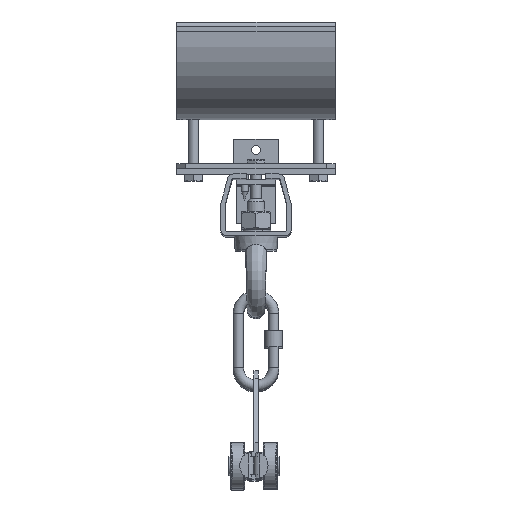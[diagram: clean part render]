
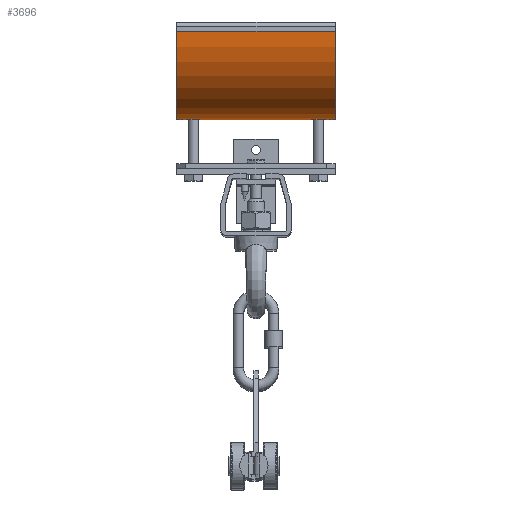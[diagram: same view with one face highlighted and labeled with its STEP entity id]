
A CAD part, top view. The second image highlights one B-rep face of the part: STEP entity #3696.
In plain terms, the highlighted cylindrical face has radius 50 mm (diameter 100 mm), a partial arc.
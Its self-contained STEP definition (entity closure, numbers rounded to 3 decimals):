
#3696=ADVANCED_FACE('',(#26905),#26907,.T.);
#26905=FACE_BOUND('',#26906,.T.);
#26906=EDGE_LOOP('',(#32636,#32637,#32638,#32639,#32640,#32641,#32642,#32643));
#26907=CYLINDRICAL_SURFACE('',#26908,50.);
#26908=AXIS2_PLACEMENT_3D('',#26909,#26910,#26911);
#26909=CARTESIAN_POINT('',(-31.5,116.5,109.71));
#26910=DIRECTION('',(-1.,0.,0.));
#26911=DIRECTION('',(0.,-1.,0.));
#32636=ORIENTED_EDGE('',*,*,#35215,.T.);
#32637=ORIENTED_EDGE('',*,*,#35216,.F.);
#32638=ORIENTED_EDGE('',*,*,#35213,.F.);
#32639=ORIENTED_EDGE('',*,*,#35202,.T.);
#32640=ORIENTED_EDGE('',*,*,#35212,.F.);
#32641=ORIENTED_EDGE('',*,*,#35206,.T.);
#32642=ORIENTED_EDGE('',*,*,#35211,.F.);
#32643=ORIENTED_EDGE('',*,*,#35217,.F.);
#35202=EDGE_CURVE('',#37669,#37671,#37674,.T.);
#35206=EDGE_CURVE('',#37675,#37677,#37680,.T.);
#35211=EDGE_CURVE('',#37688,#37677,#37690,.T.);
#35212=EDGE_CURVE('',#37675,#37671,#37691,.T.);
#35213=EDGE_CURVE('',#37669,#37692,#37693,.T.);
#35215=EDGE_CURVE('',#37695,#37696,#37697,.T.);
#35216=EDGE_CURVE('',#37692,#37696,#37698,.T.);
#35217=EDGE_CURVE('',#37695,#37688,#37699,.T.);
#37669=VERTEX_POINT('',#46655);
#37671=VERTEX_POINT('',#46659);
#37674=B_SPLINE_CURVE_WITH_KNOTS('',3,
(#46692,#46693,#46694,#46695,#46696,#46697,#46698,#46699,#46700,#46701,#46702,#46703,
#46704,#46705,#46706,#46707,#46708,#46709,#46710,#46711,#46712,#46713,#46714,#46715,
#46716,#46717,#46718,#46719,#46720),
.UNSPECIFIED.,.F.,.F.,
(4,1,1,1,1,1,1,1,1,1,1,1,1,1,1,1,1,1,1,1,1,1,1,1,1,1,4),
(0.,0.048,0.09,0.127,0.165,0.205,
0.244,0.283,0.322,0.361,0.401,
0.44,0.479,0.518,0.556,0.595,
0.634,0.674,0.713,0.752,0.791,
0.83,0.869,0.908,0.947,0.977,
1.),
.UNSPECIFIED.);
#37675=VERTEX_POINT('',#46721);
#37677=VERTEX_POINT('',#46725);
#37680=B_SPLINE_CURVE_WITH_KNOTS('',3,
(#46758,#46759,#46760,#46761,#46762,#46763,#46764,#46765,#46766,#46767,#46768,#46769,
#46770,#46771,#46772,#46773,#46774,#46775,#46776,#46777,#46778,#46779,#46780,#46781,
#46782,#46783,#46784,#46785,#46786),
.UNSPECIFIED.,.F.,.F.,
(4,1,1,1,1,1,1,1,1,1,1,1,1,1,1,1,1,1,1,1,1,1,1,1,1,1,4),
(0.,0.048,0.09,0.127,0.165,0.205,
0.244,0.283,0.322,0.361,0.401,
0.44,0.479,0.518,0.556,0.595,
0.634,0.674,0.713,0.752,0.791,
0.83,0.869,0.908,0.947,0.977,
1.),
.UNSPECIFIED.);
#37688=VERTEX_POINT('',#46802);
#37690=LINE('',#46807,#46808);
#37691=LINE('',#46810,#46811);
#37692=VERTEX_POINT('',#46813);
#37693=LINE('',#46814,#46815);
#37695=VERTEX_POINT('',#46821);
#37696=VERTEX_POINT('',#46822);
#37697=LINE('',#46823,#46824);
#37698=CIRCLE('',#46826,50.);
#37699=CIRCLE('',#46830,50.);
#46655=CARTESIAN_POINT('',(-39.5,66.5,109.71));
#46659=CARTESIAN_POINT('',(-31.5,66.5,109.71));
#46692=CARTESIAN_POINT('',(-39.5,66.5,109.71));
#46693=CARTESIAN_POINT('',(-39.5,66.5,109.915));
#46694=CARTESIAN_POINT('',(-39.472,66.502,110.297));
#46695=CARTESIAN_POINT('',(-39.357,66.512,110.827));
#46696=CARTESIAN_POINT('',(-39.193,66.525,111.3));
#46697=CARTESIAN_POINT('',(-38.979,66.541,111.741));
#46698=CARTESIAN_POINT('',(-38.709,66.559,112.158));
#46699=CARTESIAN_POINT('',(-38.389,66.58,112.541));
#46700=CARTESIAN_POINT('',(-38.026,66.6,112.88));
#46701=CARTESIAN_POINT('',(-37.624,66.62,113.171));
#46702=CARTESIAN_POINT('',(-37.191,66.637,113.41));
#46703=CARTESIAN_POINT('',(-36.733,66.651,113.592));
#46704=CARTESIAN_POINT('',(-36.257,66.661,113.716));
#46705=CARTESIAN_POINT('',(-35.77,66.666,113.78));
#46706=CARTESIAN_POINT('',(-35.279,66.666,113.783));
#46707=CARTESIAN_POINT('',(-34.792,66.661,113.725));
#46708=CARTESIAN_POINT('',(-34.315,66.652,113.608));
#46709=CARTESIAN_POINT('',(-33.855,66.639,113.431));
#46710=CARTESIAN_POINT('',(-33.42,66.622,113.199));
#46711=CARTESIAN_POINT('',(-33.015,66.602,112.913));
#46712=CARTESIAN_POINT('',(-32.647,66.582,112.579));
#46713=CARTESIAN_POINT('',(-32.323,66.562,112.201));
#46714=CARTESIAN_POINT('',(-32.047,66.542,111.786));
#46715=CARTESIAN_POINT('',(-31.823,66.526,111.339));
#46716=CARTESIAN_POINT('',(-31.656,66.513,110.872));
#46717=CARTESIAN_POINT('',(-31.554,66.504,110.422));
#46718=CARTESIAN_POINT('',(-31.508,66.501,110.034));
#46719=CARTESIAN_POINT('',(-31.5,66.5,109.807));
#46720=CARTESIAN_POINT('',(-31.5,66.5,109.71));
#46721=CARTESIAN_POINT('',(31.5,66.5,109.71));
#46725=CARTESIAN_POINT('',(39.5,66.5,109.71));
#46758=CARTESIAN_POINT('',(31.5,66.5,109.71));
#46759=CARTESIAN_POINT('',(31.5,66.5,109.915));
#46760=CARTESIAN_POINT('',(31.528,66.502,110.297));
#46761=CARTESIAN_POINT('',(31.643,66.512,110.827));
#46762=CARTESIAN_POINT('',(31.807,66.525,111.3));
#46763=CARTESIAN_POINT('',(32.021,66.541,111.741));
#46764=CARTESIAN_POINT('',(32.291,66.559,112.158));
#46765=CARTESIAN_POINT('',(32.611,66.58,112.541));
#46766=CARTESIAN_POINT('',(32.974,66.6,112.88));
#46767=CARTESIAN_POINT('',(33.376,66.62,113.171));
#46768=CARTESIAN_POINT('',(33.809,66.637,113.41));
#46769=CARTESIAN_POINT('',(34.267,66.651,113.592));
#46770=CARTESIAN_POINT('',(34.743,66.661,113.716));
#46771=CARTESIAN_POINT('',(35.23,66.666,113.78));
#46772=CARTESIAN_POINT('',(35.721,66.666,113.783));
#46773=CARTESIAN_POINT('',(36.208,66.661,113.725));
#46774=CARTESIAN_POINT('',(36.685,66.652,113.608));
#46775=CARTESIAN_POINT('',(37.145,66.639,113.431));
#46776=CARTESIAN_POINT('',(37.58,66.622,113.199));
#46777=CARTESIAN_POINT('',(37.985,66.602,112.913));
#46778=CARTESIAN_POINT('',(38.353,66.582,112.579));
#46779=CARTESIAN_POINT('',(38.677,66.562,112.201));
#46780=CARTESIAN_POINT('',(38.953,66.542,111.786));
#46781=CARTESIAN_POINT('',(39.177,66.526,111.339));
#46782=CARTESIAN_POINT('',(39.344,66.513,110.872));
#46783=CARTESIAN_POINT('',(39.446,66.504,110.422));
#46784=CARTESIAN_POINT('',(39.492,66.501,110.034));
#46785=CARTESIAN_POINT('',(39.5,66.5,109.807));
#46786=CARTESIAN_POINT('',(39.5,66.5,109.71));
#46802=CARTESIAN_POINT('',(45.,66.5,109.71));
#46807=CARTESIAN_POINT('',(45.,66.5,109.71));
#46808=VECTOR('',#46809,1.);
#46809=DIRECTION('',(-1.,0.,0.));
#46810=CARTESIAN_POINT('',(31.5,66.5,109.71));
#46811=VECTOR('',#46812,1.);
#46812=DIRECTION('',(-1.,0.,0.));
#46813=CARTESIAN_POINT('',(-45.,66.5,109.71));
#46814=CARTESIAN_POINT('',(-39.5,66.5,109.71));
#46815=VECTOR('',#46816,1.);
#46816=DIRECTION('',(-1.,0.,0.));
#46821=CARTESIAN_POINT('',(45.,116.5,159.71));
#46822=CARTESIAN_POINT('',(-45.,116.5,159.71));
#46823=CARTESIAN_POINT('',(45.,116.5,159.71));
#46824=VECTOR('',#46825,1.);
#46825=DIRECTION('',(-1.,0.,0.));
#46826=AXIS2_PLACEMENT_3D('',#46827,#46828,#46829);
#46827=CARTESIAN_POINT('',(-45.,116.5,109.71));
#46828=DIRECTION('',(-1.,0.,0.));
#46829=DIRECTION('',(0.,-1.,0.));
#46830=AXIS2_PLACEMENT_3D('',#46831,#46832,#46833);
#46831=CARTESIAN_POINT('',(45.,116.5,109.71));
#46832=DIRECTION('',(1.,0.,0.));
#46833=DIRECTION('',(0.,0.,1.));
